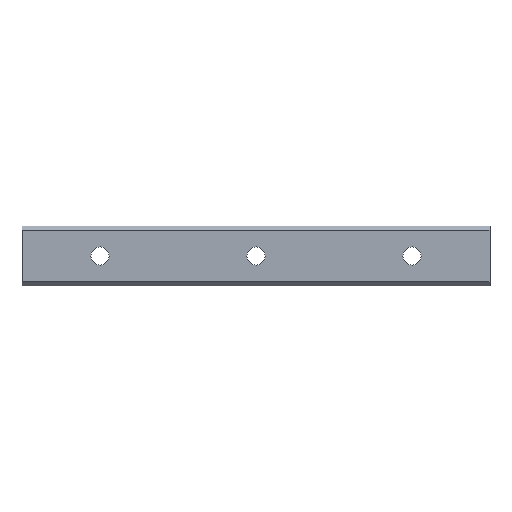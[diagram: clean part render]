
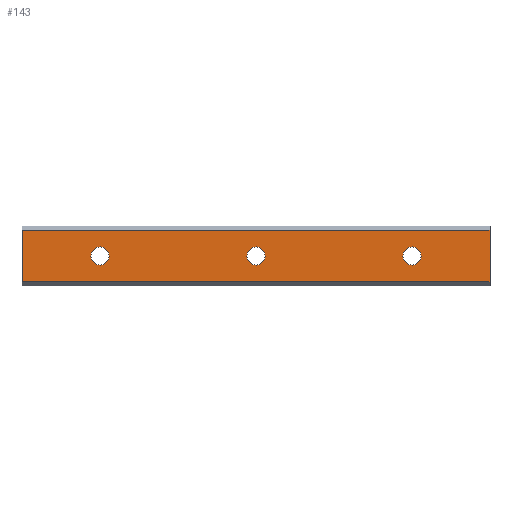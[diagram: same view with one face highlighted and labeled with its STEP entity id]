
A CAD part, front view. The second image highlights one B-rep face of the part: STEP entity #143.
In plain terms, the highlighted planar face has unit normal (0, -1, 0).
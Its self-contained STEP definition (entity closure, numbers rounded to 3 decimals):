
#3 = ORIENTED_EDGE ( 'NONE', *, *, #294, .F. ) ;
#20 = DIRECTION ( 'NONE',  ( 0., -1., 0. ) ) ;
#28 = CARTESIAN_POINT ( 'NONE',  ( 0., 0., 3.5 ) ) ;
#77 = ORIENTED_EDGE ( 'NONE', *, *, #664, .F. ) ;
#92 = LINE ( 'NONE', #905, #743 ) ;
#109 = AXIS2_PLACEMENT_3D ( 'NONE', #492, #192, #479 ) ;
#127 = AXIS2_PLACEMENT_3D ( 'NONE', #778, #673, #947 ) ;
#142 = VERTEX_POINT ( 'NONE', #714 ) ;
#143 = ADVANCED_FACE ( 'NONE', ( #1256, #1274, #1371, #845 ), #738, .F. ) ;
#144 = DIRECTION ( 'NONE',  ( 0., 0., 1. ) ) ;
#156 = VERTEX_POINT ( 'NONE', #191 ) ;
#173 = VECTOR ( 'NONE', #1376, 1000. ) ;
#191 = CARTESIAN_POINT ( 'NONE',  ( 60., 0., -3.5 ) ) ;
#192 = DIRECTION ( 'NONE',  ( 0., -1., 0. ) ) ;
#215 = AXIS2_PLACEMENT_3D ( 'NONE', #314, #510, #1141 ) ;
#241 = CIRCLE ( 'NONE', #789, 3.5 ) ;
#259 = ORIENTED_EDGE ( 'NONE', *, *, #279, .F. ) ;
#277 = CARTESIAN_POINT ( 'NONE',  ( 0., 0., -3.5 ) ) ;
#279 = EDGE_CURVE ( 'NONE', #1040, #1208, #1213, .T. ) ;
#294 = EDGE_CURVE ( 'NONE', #142, #493, #1282, .T. ) ;
#314 = CARTESIAN_POINT ( 'NONE',  ( 150., 0., 9.9 ) ) ;
#317 = ORIENTED_EDGE ( 'NONE', *, *, #973, .F. ) ;
#342 = CARTESIAN_POINT ( 'NONE',  ( 60., 0., 3.5 ) ) ;
#380 = EDGE_LOOP ( 'NONE', ( #259, #317 ) ) ;
#414 = EDGE_LOOP ( 'NONE', ( #77, #574 ) ) ;
#454 = AXIS2_PLACEMENT_3D ( 'NONE', #1250, #1051, #737 ) ;
#479 = DIRECTION ( 'NONE',  ( 0., 0., 1. ) ) ;
#492 = CARTESIAN_POINT ( 'NONE',  ( 60., 0., 0. ) ) ;
#493 = VERTEX_POINT ( 'NONE', #894 ) ;
#502 = VERTEX_POINT ( 'NONE', #999 ) ;
#510 = DIRECTION ( 'NONE',  ( 0., 1., 0. ) ) ;
#565 = VECTOR ( 'NONE', #1075, 1000. ) ;
#568 = EDGE_CURVE ( 'NONE', #1026, #878, #1281, .T. ) ;
#574 = ORIENTED_EDGE ( 'NONE', *, *, #1139, .F. ) ;
#575 = CARTESIAN_POINT ( 'NONE',  ( 150., 0., 9.9 ) ) ;
#612 = CARTESIAN_POINT ( 'NONE',  ( 150., 0., 9.9 ) ) ;
#625 = AXIS2_PLACEMENT_3D ( 'NONE', #726, #1147, #825 ) ;
#644 = EDGE_CURVE ( 'NONE', #493, #982, #1353, .T. ) ;
#655 = CIRCLE ( 'NONE', #127, 3.5 ) ;
#664 = EDGE_CURVE ( 'NONE', #1073, #156, #1368, .T. ) ;
#673 = DIRECTION ( 'NONE',  ( 0., -1., 0. ) ) ;
#714 = CARTESIAN_POINT ( 'NONE',  ( -30., 0., -9.9 ) ) ;
#715 = DIRECTION ( 'NONE',  ( -1., 0., 0. ) ) ;
#726 = CARTESIAN_POINT ( 'NONE',  ( 0., 0., 0. ) ) ;
#737 = DIRECTION ( 'NONE',  ( 0., 0., 1. ) ) ;
#738 = PLANE ( 'NONE',  #215 ) ;
#743 = VECTOR ( 'NONE', #715, 1000. ) ;
#748 = DIRECTION ( 'NONE',  ( 0., 0., 1. ) ) ;
#763 = CARTESIAN_POINT ( 'NONE',  ( 120., 0., 3.5 ) ) ;
#777 = EDGE_LOOP ( 'NONE', ( #1258, #885 ) ) ;
#778 = CARTESIAN_POINT ( 'NONE',  ( 120., 0., 0. ) ) ;
#789 = AXIS2_PLACEMENT_3D ( 'NONE', #1089, #1206, #144 ) ;
#825 = DIRECTION ( 'NONE',  ( 0., 0., 1. ) ) ;
#845 = FACE_BOUND ( 'NONE', #414, .T. ) ;
#868 = ORIENTED_EDGE ( 'NONE', *, *, #908, .F. ) ;
#878 = VERTEX_POINT ( 'NONE', #277 ) ;
#882 = CARTESIAN_POINT ( 'NONE',  ( -30., 0., 9.9 ) ) ;
#885 = ORIENTED_EDGE ( 'NONE', *, *, #1024, .F. ) ;
#892 = LINE ( 'NONE', #575, #1169 ) ;
#894 = CARTESIAN_POINT ( 'NONE',  ( -30., 0., 9.9 ) ) ;
#905 = CARTESIAN_POINT ( 'NONE',  ( 150., 0., -9.9 ) ) ;
#908 = EDGE_CURVE ( 'NONE', #982, #502, #892, .T. ) ;
#921 = CARTESIAN_POINT ( 'NONE',  ( 150., 0., 9.9 ) ) ;
#947 = DIRECTION ( 'NONE',  ( 0., 0., 1. ) ) ;
#953 = ORIENTED_EDGE ( 'NONE', *, *, #644, .F. ) ;
#972 = CARTESIAN_POINT ( 'NONE',  ( 120., 0., 0. ) ) ;
#973 = EDGE_CURVE ( 'NONE', #1208, #1040, #655, .T. ) ;
#982 = VERTEX_POINT ( 'NONE', #921 ) ;
#999 = CARTESIAN_POINT ( 'NONE',  ( 150., 0., -9.9 ) ) ;
#1024 = EDGE_CURVE ( 'NONE', #878, #1026, #241, .T. ) ;
#1026 = VERTEX_POINT ( 'NONE', #28 ) ;
#1040 = VERTEX_POINT ( 'NONE', #763 ) ;
#1051 = DIRECTION ( 'NONE',  ( 0., -1., 0. ) ) ;
#1063 = ORIENTED_EDGE ( 'NONE', *, *, #1085, .F. ) ;
#1073 = VERTEX_POINT ( 'NONE', #342 ) ;
#1075 = DIRECTION ( 'NONE',  ( 0., 0., 1. ) ) ;
#1085 = EDGE_CURVE ( 'NONE', #502, #142, #92, .T. ) ;
#1089 = CARTESIAN_POINT ( 'NONE',  ( 0., 0., 0. ) ) ;
#1105 = AXIS2_PLACEMENT_3D ( 'NONE', #972, #20, #748 ) ;
#1139 = EDGE_CURVE ( 'NONE', #156, #1073, #1195, .T. ) ;
#1141 = DIRECTION ( 'NONE',  ( 0., 0., 1. ) ) ;
#1147 = DIRECTION ( 'NONE',  ( 0., -1., 0. ) ) ;
#1169 = VECTOR ( 'NONE', #1322, 1000. ) ;
#1172 = CARTESIAN_POINT ( 'NONE',  ( 120., 0., -3.5 ) ) ;
#1195 = CIRCLE ( 'NONE', #109, 3.5 ) ;
#1206 = DIRECTION ( 'NONE',  ( 0., -1., 0. ) ) ;
#1208 = VERTEX_POINT ( 'NONE', #1172 ) ;
#1213 = CIRCLE ( 'NONE', #1105, 3.5 ) ;
#1250 = CARTESIAN_POINT ( 'NONE',  ( 60., 0., 0. ) ) ;
#1256 = FACE_OUTER_BOUND ( 'NONE', #1373, .T. ) ;
#1258 = ORIENTED_EDGE ( 'NONE', *, *, #568, .F. ) ;
#1274 = FACE_BOUND ( 'NONE', #777, .T. ) ;
#1281 = CIRCLE ( 'NONE', #625, 3.5 ) ;
#1282 = LINE ( 'NONE', #882, #565 ) ;
#1322 = DIRECTION ( 'NONE',  ( 0., 0., -1. ) ) ;
#1353 = LINE ( 'NONE', #612, #173 ) ;
#1368 = CIRCLE ( 'NONE', #454, 3.5 ) ;
#1371 = FACE_BOUND ( 'NONE', #380, .T. ) ;
#1373 = EDGE_LOOP ( 'NONE', ( #1063, #868, #953, #3 ) ) ;
#1376 = DIRECTION ( 'NONE',  ( 1., 0., 0. ) ) ;
